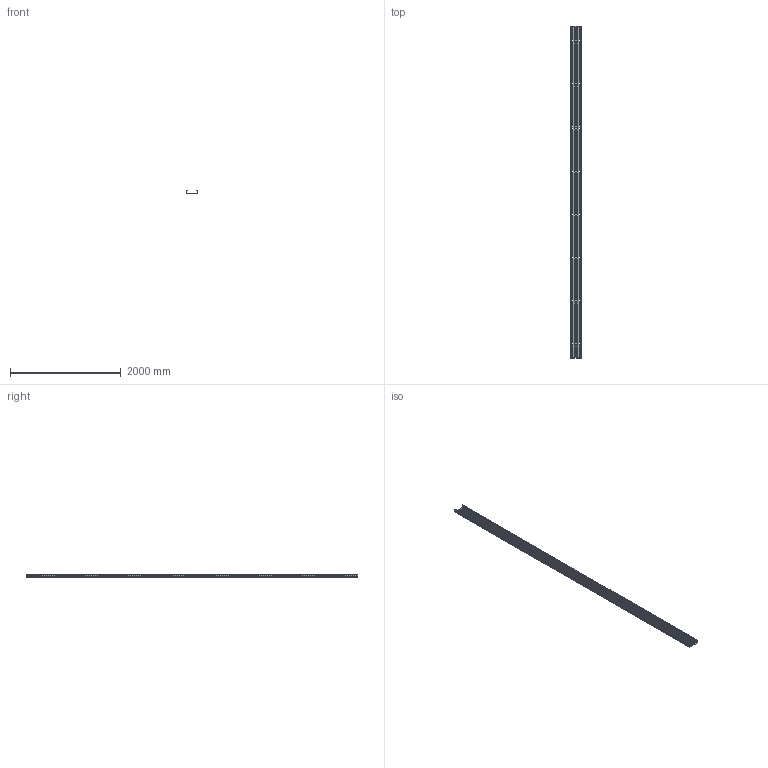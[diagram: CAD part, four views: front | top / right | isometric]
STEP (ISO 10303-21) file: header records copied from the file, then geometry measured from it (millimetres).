
FILE_DESCRIPTION(/* description */ (''),/* implementation_level */ '2;1');
FILE_NAME(/* name */ 'KCP200H60_6.stp',/* time_stamp */ '2020-03-24T11:48:44+01:00',/* author */ ('stanislaw.luczak'),/* organization */ (''),/* preprocessor_version */ 'ST-DEVELOPER v18',/* originating_system */ 'Autodesk Inventor 2020',/* authorisation */ '');
FILE_SCHEMA (('AUTOMOTIVE_DESIGN { 1 0 10303 214 3 1 1 }'));
Products named in the file (1): 200H60N_KGJ_6M
Bounding box: 200.41 x 6000 x 59.97 mm (x, y, z)
Volume: 2573521 mm3; surface area: 3606559.2 mm2
Topology: 1 solids, 1 shells, 7290 faces, 21848 edges, 14560 vertices
Faces by surface type: plane 3652, cylinder 3638
Entity records: 254817 total; most frequent: DIRECTION 43706, CARTESIAN_POINT 43699, ORIENTED_EDGE 43696, EDGE_CURVE 21848, LINE 14572, VECTOR 14572, AXIS2_PLACEMENT_3D 14567, VERTEX_POINT 14560
